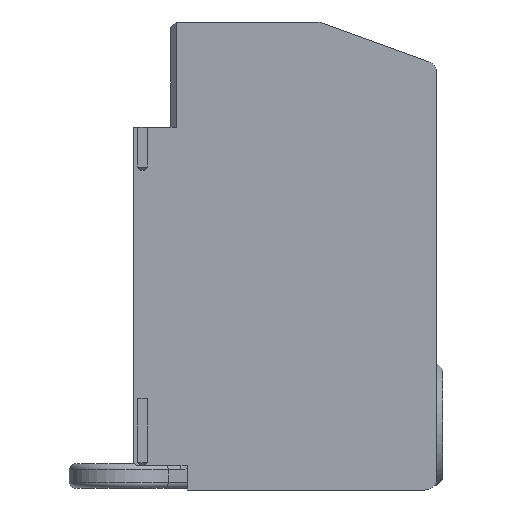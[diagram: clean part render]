
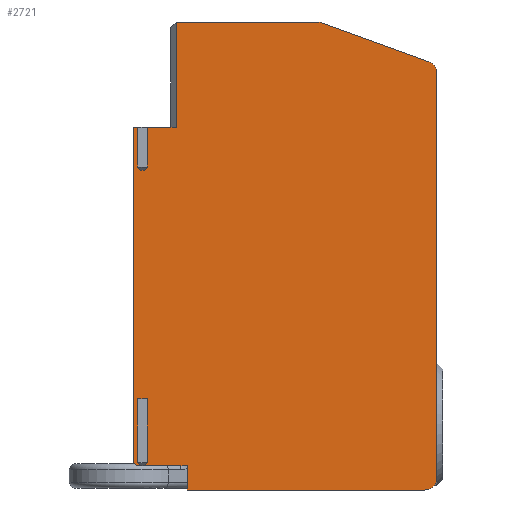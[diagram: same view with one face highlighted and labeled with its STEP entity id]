
A CAD part, left-side view. The second image highlights one B-rep face of the part: STEP entity #2721.
In plain terms, the highlighted planar face has unit normal (-1, 0, 0).
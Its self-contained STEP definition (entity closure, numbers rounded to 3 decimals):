
#1743=DIRECTION('',(0.,-1.,0.));
#1744=VECTOR('',#1743,39.);
#1745=CARTESIAN_POINT('',(-0.9,-4.,0.));
#1746=LINE('',#1745,#1744);
#1942=DIRECTION('',(0.,0.707,-0.707));
#1943=VECTOR('',#1942,0.707);
#1944=CARTESIAN_POINT('',(-0.9,2.5,53.));
#1945=LINE('',#1944,#1943);
#1950=DIRECTION('',(0.,0.707,0.707));
#1951=VECTOR('',#1950,0.707);
#1952=CARTESIAN_POINT('',(-0.9,3.6,52.5));
#1953=LINE('',#1952,#1951);
#1954=DIRECTION('',(0.,1.,0.));
#1955=VECTOR('',#1954,0.6);
#1956=CARTESIAN_POINT('',(-0.9,3.,52.5));
#1957=LINE('',#1956,#1955);
#1958=DIRECTION('',(0.,0.,-1.));
#1959=VECTOR('',#1958,6.5);
#1960=CARTESIAN_POINT('',(-0.9,2.5,59.5));
#1961=LINE('',#1960,#1959);
#1962=DIRECTION('',(0.,-1.,0.));
#1963=VECTOR('',#1962,4.7);
#1964=CARTESIAN_POINT('',(-0.9,2.5,59.5));
#1965=LINE('',#1964,#1963);
#1966=DIRECTION('',(0.,0.,1.));
#1967=VECTOR('',#1966,17.3);
#1968=CARTESIAN_POINT('',(-0.9,-2.2,59.5));
#1969=LINE('',#1968,#1967);
#1970=CARTESIAN_POINT('',(-0.9,-25.415,74.8));
#1971=DIRECTION('',(-1.,0.,0.));
#1972=DIRECTION('',(0.,-0.342,0.94));
#1973=AXIS2_PLACEMENT_3D('',#1970,#1971,#1972);
#1975=DIRECTION('',(0.,-0.94,-0.342));
#1976=VECTOR('',#1975,18.714);
#1977=CARTESIAN_POINT('',(-0.9,-26.099,76.679));
#1978=LINE('',#1977,#1976);
#1979=CARTESIAN_POINT('',(-0.9,-43.,68.4));
#1980=DIRECTION('',(-1.,0.,0.));
#1981=DIRECTION('',(0.,-1.,0.));
#1982=AXIS2_PLACEMENT_3D('',#1979,#1980,#1981);
#1984=CARTESIAN_POINT('',(-0.9,-43.,2.));
#1985=DIRECTION('',(-1.,0.,0.));
#1986=DIRECTION('',(0.,0.,-1.));
#1987=AXIS2_PLACEMENT_3D('',#1984,#1985,#1986);
#1989=DIRECTION('',(0.,0.,1.));
#1990=VECTOR('',#1989,4.);
#1991=CARTESIAN_POINT('',(-0.9,-4.,0.));
#1992=LINE('',#1991,#1990);
#1993=DIRECTION('',(0.,1.,0.));
#1994=VECTOR('',#1993,7.);
#1995=CARTESIAN_POINT('',(-0.9,-4.,4.));
#1996=LINE('',#1995,#1994);
#1997=DIRECTION('',(0.,0.,1.));
#1998=VECTOR('',#1997,10.5);
#1999=CARTESIAN_POINT('',(-0.9,2.5,4.5));
#2000=LINE('',#1999,#1998);
#2001=DIRECTION('',(0.,-1.,0.));
#2002=VECTOR('',#2001,1.6);
#2003=CARTESIAN_POINT('',(-0.9,4.1,15.));
#2004=LINE('',#2003,#2002);
#2005=DIRECTION('',(0.,0.,1.));
#2006=VECTOR('',#2005,10.5);
#2007=CARTESIAN_POINT('',(-0.9,4.1,4.5));
#2008=LINE('',#2007,#2006);
#2009=DIRECTION('',(0.,1.,0.));
#2010=VECTOR('',#2009,0.7);
#2011=CARTESIAN_POINT('',(-0.9,3.6,4.));
#2012=LINE('',#2011,#2010);
#2013=DIRECTION('',(0.,-0.707,-0.707));
#2014=VECTOR('',#2013,0.707);
#2015=CARTESIAN_POINT('',(-0.9,4.8,4.5));
#2016=LINE('',#2015,#2014);
#2017=DIRECTION('',(0.,0.,1.));
#2018=VECTOR('',#2017,55.);
#2019=CARTESIAN_POINT('',(-0.9,4.8,4.5));
#2020=LINE('',#2019,#2018);
#2021=DIRECTION('',(0.,-1.,0.));
#2022=VECTOR('',#2021,0.7);
#2023=CARTESIAN_POINT('',(-0.9,4.8,59.5));
#2024=LINE('',#2023,#2022);
#2025=DIRECTION('',(0.,0.,-1.));
#2026=VECTOR('',#2025,6.5);
#2027=CARTESIAN_POINT('',(-0.9,4.1,59.5));
#2028=LINE('',#2027,#2026);
#2045=DIRECTION('',(0.,-1.,0.));
#2046=VECTOR('',#2045,23.215);
#2047=CARTESIAN_POINT('',(-0.9,-2.2,76.8));
#2048=LINE('',#2047,#2046);
#2069=DIRECTION('',(0.,0.,1.));
#2070=VECTOR('',#2069,66.4);
#2071=CARTESIAN_POINT('',(-0.9,-45.,2.));
#2072=LINE('',#2071,#2070);
#2173=DIRECTION('',(0.,0.707,0.707));
#2174=VECTOR('',#2173,0.707);
#2175=CARTESIAN_POINT('',(-0.9,3.6,4.));
#2176=LINE('',#2175,#2174);
#2197=DIRECTION('',(0.,0.707,-0.707));
#2198=VECTOR('',#2197,0.707);
#2199=CARTESIAN_POINT('',(-0.9,2.5,4.5));
#2200=LINE('',#2199,#2198);
#2229=CARTESIAN_POINT('',(-0.9,4.1,15.));
#2230=CARTESIAN_POINT('',(-0.9,2.5,15.));
#2231=VERTEX_POINT('',#2229);
#2232=VERTEX_POINT('',#2230);
#2245=CARTESIAN_POINT('',(-0.9,-43.,0.));
#2246=CARTESIAN_POINT('',(-0.9,-45.,2.));
#2247=VERTEX_POINT('',#2245);
#2248=VERTEX_POINT('',#2246);
#2253=CARTESIAN_POINT('',(-0.9,-45.,68.4));
#2254=CARTESIAN_POINT('',(-0.9,-43.684,70.279));
#2255=VERTEX_POINT('',#2253);
#2256=VERTEX_POINT('',#2254);
#2261=CARTESIAN_POINT('',(-0.9,-26.099,76.679));
#2262=VERTEX_POINT('',#2261);
#2269=CARTESIAN_POINT('',(-0.9,4.8,59.5));
#2270=CARTESIAN_POINT('',(-0.9,4.1,59.5));
#2271=VERTEX_POINT('',#2269);
#2272=VERTEX_POINT('',#2270);
#2275=CARTESIAN_POINT('',(-0.9,-2.2,59.5));
#2276=VERTEX_POINT('',#2275);
#2277=CARTESIAN_POINT('',(-0.9,2.5,59.5));
#2278=VERTEX_POINT('',#2277);
#2287=CARTESIAN_POINT('',(-0.9,-2.2,76.8));
#2288=VERTEX_POINT('',#2287);
#2291=CARTESIAN_POINT('',(-0.9,-25.415,76.8));
#2292=VERTEX_POINT('',#2291);
#2293=CARTESIAN_POINT('',(-0.9,-4.,0.));
#2295=VERTEX_POINT('',#2293);
#2297=CARTESIAN_POINT('',(-0.9,-4.,4.));
#2298=VERTEX_POINT('',#2297);
#2321=CARTESIAN_POINT('',(-0.9,4.1,4.5));
#2322=VERTEX_POINT('',#2321);
#2323=CARTESIAN_POINT('',(-0.9,4.8,4.5));
#2324=VERTEX_POINT('',#2323);
#2325=CARTESIAN_POINT('',(-0.9,3.6,4.));
#2326=VERTEX_POINT('',#2325);
#2343=CARTESIAN_POINT('',(-0.9,3.,52.5));
#2345=VERTEX_POINT('',#2343);
#2347=CARTESIAN_POINT('',(-0.9,2.5,53.));
#2349=VERTEX_POINT('',#2347);
#2355=CARTESIAN_POINT('',(-0.9,4.1,53.));
#2356=VERTEX_POINT('',#2355);
#2357=CARTESIAN_POINT('',(-0.9,3.6,52.5));
#2358=VERTEX_POINT('',#2357);
#2365=CARTESIAN_POINT('',(-0.9,3.,4.));
#2366=VERTEX_POINT('',#2365);
#2367=CARTESIAN_POINT('',(-0.9,2.5,4.5));
#2368=VERTEX_POINT('',#2367);
#2371=CARTESIAN_POINT('',(-0.9,4.3,4.));
#2372=VERTEX_POINT('',#2371);
#2673=CARTESIAN_POINT('',(-0.9,4.8,0.));
#2674=DIRECTION('',(-1.,0.,0.));
#2675=DIRECTION('',(0.,-1.,0.));
#2676=AXIS2_PLACEMENT_3D('',#2673,#2674,#2675);
#2677=PLANE('',#2676);
#2678=ORIENTED_EDGE('',*,*,#2623,.F.);
#2679=ORIENTED_EDGE('',*,*,#2641,.F.);
#2680=ORIENTED_EDGE('',*,*,#2486,.F.);
#2681=ORIENTED_EDGE('',*,*,#2555,.T.);
#2683=ORIENTED_EDGE('',*,*,#2682,.T.);
#2685=ORIENTED_EDGE('',*,*,#2684,.T.);
#2687=ORIENTED_EDGE('',*,*,#2686,.F.);
#2689=ORIENTED_EDGE('',*,*,#2688,.T.);
#2691=ORIENTED_EDGE('',*,*,#2690,.F.);
#2693=ORIENTED_EDGE('',*,*,#2692,.F.);
#2695=ORIENTED_EDGE('',*,*,#2694,.F.);
#2696=ORIENTED_EDGE('',*,*,#2380,.F.);
#2697=ORIENTED_EDGE('',*,*,#2399,.T.);
#2699=ORIENTED_EDGE('',*,*,#2698,.T.);
#2701=ORIENTED_EDGE('',*,*,#2700,.F.);
#2703=ORIENTED_EDGE('',*,*,#2702,.T.);
#2705=ORIENTED_EDGE('',*,*,#2704,.F.);
#2707=ORIENTED_EDGE('',*,*,#2706,.F.);
#2709=ORIENTED_EDGE('',*,*,#2708,.F.);
#2711=ORIENTED_EDGE('',*,*,#2710,.T.);
#2713=ORIENTED_EDGE('',*,*,#2712,.F.);
#2715=ORIENTED_EDGE('',*,*,#2714,.T.);
#2716=ORIENTED_EDGE('',*,*,#2541,.T.);
#2717=ORIENTED_EDGE('',*,*,#2583,.T.);
#2718=ORIENTED_EDGE('',*,*,#2668,.F.);
#2719=EDGE_LOOP('',(#2678,#2679,#2680,#2681,#2683,#2685,#2687,#2689,#2691,#2693,
#2695,#2696,#2697,#2699,#2701,#2703,#2705,#2707,#2709,#2711,#2713,#2715,#2716,
#2717,#2718));
#2720=FACE_OUTER_BOUND('',#2719,.F.);
#2721=ADVANCED_FACE('',(#2720),#2677,.T.);
#1974=CIRCLE('',#1973,2.);
#1983=CIRCLE('',#1982,2.);
#1988=CIRCLE('',#1987,2.);
#2380=EDGE_CURVE('',#2295,#2247,#1746,.T.);
#2399=EDGE_CURVE('',#2295,#2298,#1992,.T.);
#2486=EDGE_CURVE('',#2278,#2349,#1961,.T.);
#2541=EDGE_CURVE('',#2271,#2272,#2024,.T.);
#2555=EDGE_CURVE('',#2278,#2276,#1965,.T.);
#2583=EDGE_CURVE('',#2272,#2356,#2028,.T.);
#2623=EDGE_CURVE('',#2345,#2358,#1957,.T.);
#2641=EDGE_CURVE('',#2349,#2345,#1945,.T.);
#2668=EDGE_CURVE('',#2358,#2356,#1953,.T.);
#2682=EDGE_CURVE('',#2276,#2288,#1969,.T.);
#2684=EDGE_CURVE('',#2288,#2292,#2048,.T.);
#2686=EDGE_CURVE('',#2262,#2292,#1974,.T.);
#2688=EDGE_CURVE('',#2262,#2256,#1978,.T.);
#2690=EDGE_CURVE('',#2255,#2256,#1983,.T.);
#2692=EDGE_CURVE('',#2248,#2255,#2072,.T.);
#2694=EDGE_CURVE('',#2247,#2248,#1988,.T.);
#2698=EDGE_CURVE('',#2298,#2366,#1996,.T.);
#2700=EDGE_CURVE('',#2368,#2366,#2200,.T.);
#2702=EDGE_CURVE('',#2368,#2232,#2000,.T.);
#2704=EDGE_CURVE('',#2231,#2232,#2004,.T.);
#2706=EDGE_CURVE('',#2322,#2231,#2008,.T.);
#2708=EDGE_CURVE('',#2326,#2322,#2176,.T.);
#2710=EDGE_CURVE('',#2326,#2372,#2012,.T.);
#2712=EDGE_CURVE('',#2324,#2372,#2016,.T.);
#2714=EDGE_CURVE('',#2324,#2271,#2020,.T.);
